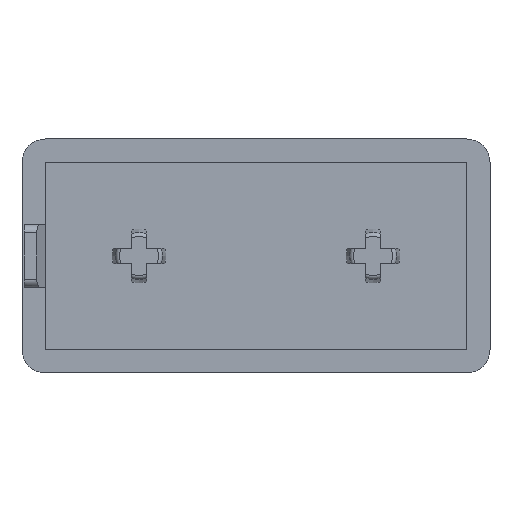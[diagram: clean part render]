
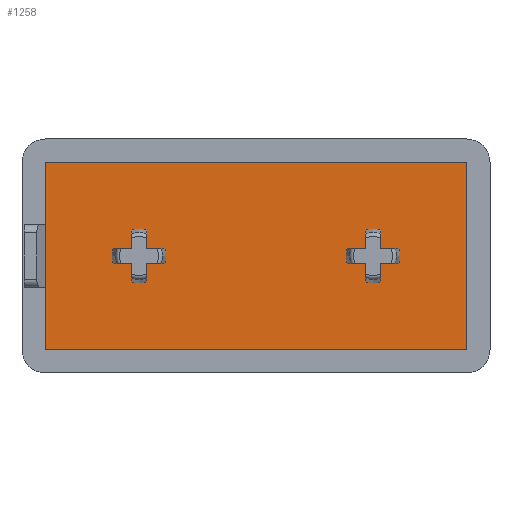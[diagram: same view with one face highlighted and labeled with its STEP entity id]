
A CAD part, front view. The second image highlights one B-rep face of the part: STEP entity #1258.
In plain terms, the highlighted planar face has unit normal (0, -1, 0).
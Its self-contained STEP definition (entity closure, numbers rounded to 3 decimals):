
#78=CIRCLE('',#1314,3.45);
#81=CIRCLE('',#1318,3.45);
#83=CIRCLE('',#1321,3.45);
#99=CIRCLE('',#1350,3.45);
#100=CIRCLE('',#1352,3.45);
#101=CIRCLE('',#1354,3.45);
#114=CIRCLE('',#1388,3.45);
#115=CIRCLE('',#1389,3.45);
#332=ORIENTED_EDGE('',*,*,#519,.F.);
#333=ORIENTED_EDGE('',*,*,#642,.F.);
#334=ORIENTED_EDGE('',*,*,#640,.F.);
#335=ORIENTED_EDGE('',*,*,#638,.F.);
#336=ORIENTED_EDGE('',*,*,#643,.F.);
#337=ORIENTED_EDGE('',*,*,#644,.T.);
#338=ORIENTED_EDGE('',*,*,#645,.T.);
#339=ORIENTED_EDGE('',*,*,#608,.F.);
#340=ORIENTED_EDGE('',*,*,#646,.T.);
#341=ORIENTED_EDGE('',*,*,#647,.T.);
#342=ORIENTED_EDGE('',*,*,#605,.F.);
#343=ORIENTED_EDGE('',*,*,#648,.T.);
#344=ORIENTED_EDGE('',*,*,#649,.T.);
#345=ORIENTED_EDGE('',*,*,#602,.F.);
#346=ORIENTED_EDGE('',*,*,#650,.T.);
#347=ORIENTED_EDGE('',*,*,#651,.T.);
#348=ORIENTED_EDGE('',*,*,#652,.F.);
#349=ORIENTED_EDGE('',*,*,#653,.T.);
#350=ORIENTED_EDGE('',*,*,#654,.T.);
#351=ORIENTED_EDGE('',*,*,#556,.F.);
#352=ORIENTED_EDGE('',*,*,#655,.T.);
#353=ORIENTED_EDGE('',*,*,#656,.T.);
#354=ORIENTED_EDGE('',*,*,#550,.F.);
#355=ORIENTED_EDGE('',*,*,#657,.T.);
#356=ORIENTED_EDGE('',*,*,#658,.T.);
#357=ORIENTED_EDGE('',*,*,#560,.F.);
#358=ORIENTED_EDGE('',*,*,#659,.T.);
#359=ORIENTED_EDGE('',*,*,#660,.T.);
#519=EDGE_CURVE('',#706,#707,#826,.T.);
#550=EDGE_CURVE('',#729,#730,#78,.F.);
#556=EDGE_CURVE('',#735,#736,#81,.F.);
#560=EDGE_CURVE('',#739,#740,#83,.F.);
#602=EDGE_CURVE('',#771,#772,#99,.F.);
#605=EDGE_CURVE('',#773,#774,#100,.F.);
#608=EDGE_CURVE('',#775,#776,#101,.F.);
#638=EDGE_CURVE('',#707,#789,#877,.T.);
#640=EDGE_CURVE('',#789,#790,#879,.T.);
#642=EDGE_CURVE('',#790,#706,#881,.T.);
#643=EDGE_CURVE('',#791,#792,#114,.F.);
#644=EDGE_CURVE('',#791,#793,#882,.T.);
#645=EDGE_CURVE('',#793,#776,#883,.T.);
#646=EDGE_CURVE('',#775,#794,#884,.T.);
#647=EDGE_CURVE('',#794,#774,#885,.T.);
#648=EDGE_CURVE('',#773,#795,#886,.T.);
#649=EDGE_CURVE('',#795,#772,#887,.T.);
#650=EDGE_CURVE('',#771,#796,#888,.T.);
#651=EDGE_CURVE('',#796,#792,#889,.T.);
#652=EDGE_CURVE('',#797,#798,#115,.F.);
#653=EDGE_CURVE('',#797,#799,#890,.T.);
#654=EDGE_CURVE('',#799,#736,#891,.T.);
#655=EDGE_CURVE('',#735,#800,#892,.T.);
#656=EDGE_CURVE('',#800,#730,#893,.T.);
#657=EDGE_CURVE('',#729,#801,#894,.T.);
#658=EDGE_CURVE('',#801,#740,#895,.T.);
#659=EDGE_CURVE('',#739,#802,#896,.T.);
#660=EDGE_CURVE('',#802,#798,#897,.T.);
#706=VERTEX_POINT('',#1783);
#707=VERTEX_POINT('',#1785);
#729=VERTEX_POINT('',#1845);
#730=VERTEX_POINT('',#1846);
#735=VERTEX_POINT('',#1857);
#736=VERTEX_POINT('',#1859);
#739=VERTEX_POINT('',#1866);
#740=VERTEX_POINT('',#1868);
#771=VERTEX_POINT('',#2025);
#772=VERTEX_POINT('',#2027);
#773=VERTEX_POINT('',#2031);
#774=VERTEX_POINT('',#2033);
#775=VERTEX_POINT('',#2037);
#776=VERTEX_POINT('',#2039);
#789=VERTEX_POINT('',#2100);
#790=VERTEX_POINT('',#2104);
#791=VERTEX_POINT('',#2110);
#792=VERTEX_POINT('',#2111);
#793=VERTEX_POINT('',#2113);
#794=VERTEX_POINT('',#2116);
#795=VERTEX_POINT('',#2119);
#796=VERTEX_POINT('',#2122);
#797=VERTEX_POINT('',#2125);
#798=VERTEX_POINT('',#2126);
#799=VERTEX_POINT('',#2128);
#800=VERTEX_POINT('',#2131);
#801=VERTEX_POINT('',#2134);
#802=VERTEX_POINT('',#2137);
#826=LINE('',#1784,#929);
#877=LINE('',#2099,#980);
#879=LINE('',#2103,#982);
#881=LINE('',#2107,#984);
#882=LINE('',#2112,#985);
#883=LINE('',#2114,#986);
#884=LINE('',#2115,#987);
#885=LINE('',#2117,#988);
#886=LINE('',#2118,#989);
#887=LINE('',#2120,#990);
#888=LINE('',#2121,#991);
#889=LINE('',#2123,#992);
#890=LINE('',#2127,#993);
#891=LINE('',#2129,#994);
#892=LINE('',#2130,#995);
#893=LINE('',#2132,#996);
#894=LINE('',#2133,#997);
#895=LINE('',#2135,#998);
#896=LINE('',#2136,#999);
#897=LINE('',#2138,#1000);
#929=VECTOR('',#1429,1000.);
#980=VECTOR('',#1652,1000.);
#982=VECTOR('',#1656,1000.);
#984=VECTOR('',#1660,1000.);
#985=VECTOR('',#1665,1000.);
#986=VECTOR('',#1666,1000.);
#987=VECTOR('',#1667,1000.);
#988=VECTOR('',#1668,1000.);
#989=VECTOR('',#1669,1000.);
#990=VECTOR('',#1670,1000.);
#991=VECTOR('',#1671,1000.);
#992=VECTOR('',#1672,1000.);
#993=VECTOR('',#1675,1000.);
#994=VECTOR('',#1676,1000.);
#995=VECTOR('',#1677,1000.);
#996=VECTOR('',#1678,1000.);
#997=VECTOR('',#1679,1000.);
#998=VECTOR('',#1680,1000.);
#999=VECTOR('',#1681,1000.);
#1000=VECTOR('',#1682,1000.);
#1075=EDGE_LOOP('',(#332,#333,#334,#335));
#1076=EDGE_LOOP('',(#336,#337,#338,#339,#340,#341,#342,#343,#344,#345,#346,
#347));
#1077=EDGE_LOOP('',(#348,#349,#350,#351,#352,#353,#354,#355,#356,#357,#358,
#359));
#1150=FACE_BOUND('',#1075,.T.);
#1151=FACE_BOUND('',#1076,.T.);
#1152=FACE_BOUND('',#1077,.T.);
#1192=PLANE('',#1387);
#1258=ADVANCED_FACE('',(#1150,#1151,#1152),#1192,.F.);
#1314=AXIS2_PLACEMENT_3D('',#1844,#1482,#1483);
#1318=AXIS2_PLACEMENT_3D('',#1858,#1493,#1494);
#1321=AXIS2_PLACEMENT_3D('',#1867,#1501,#1502);
#1350=AXIS2_PLACEMENT_3D('',#2026,#1561,#1562);
#1352=AXIS2_PLACEMENT_3D('',#2032,#1567,#1568);
#1354=AXIS2_PLACEMENT_3D('',#2038,#1573,#1574);
#1387=AXIS2_PLACEMENT_3D('',#2108,#1661,#1662);
#1388=AXIS2_PLACEMENT_3D('',#2109,#1663,#1664);
#1389=AXIS2_PLACEMENT_3D('',#2124,#1673,#1674);
#1429=DIRECTION('',(0.,0.,1.));
#1482=DIRECTION('',(0.,1.,0.));
#1483=DIRECTION('',(0.,0.,1.));
#1493=DIRECTION('',(0.,1.,0.));
#1494=DIRECTION('',(0.,0.,1.));
#1501=DIRECTION('',(0.,1.,0.));
#1502=DIRECTION('',(0.,0.,1.));
#1561=DIRECTION('',(0.,1.,0.));
#1562=DIRECTION('',(0.,0.,1.));
#1567=DIRECTION('',(0.,1.,0.));
#1568=DIRECTION('',(0.,0.,1.));
#1573=DIRECTION('',(0.,1.,0.));
#1574=DIRECTION('',(0.,0.,1.));
#1652=DIRECTION('',(1.,0.,0.));
#1656=DIRECTION('',(0.,0.,-1.));
#1660=DIRECTION('',(-1.,0.,0.));
#1661=DIRECTION('',(0.,1.,0.));
#1662=DIRECTION('',(0.,0.,1.));
#1663=DIRECTION('',(0.,1.,0.));
#1664=DIRECTION('',(0.,0.,1.));
#1665=DIRECTION('',(1.,0.,0.));
#1666=DIRECTION('',(0.,0.,1.));
#1667=DIRECTION('',(0.,0.,-1.));
#1668=DIRECTION('',(1.,0.,0.));
#1669=DIRECTION('',(-1.,0.,0.));
#1670=DIRECTION('',(0.,0.,-1.));
#1671=DIRECTION('',(0.,0.,1.));
#1672=DIRECTION('',(-1.,0.,0.));
#1673=DIRECTION('',(0.,1.,0.));
#1674=DIRECTION('',(0.,0.,1.));
#1675=DIRECTION('',(-1.,0.,0.));
#1676=DIRECTION('',(0.,0.,-1.));
#1677=DIRECTION('',(0.,0.,1.));
#1678=DIRECTION('',(-1.,0.,0.));
#1679=DIRECTION('',(1.,0.,0.));
#1680=DIRECTION('',(0.,0.,1.));
#1681=DIRECTION('',(0.,0.,-1.));
#1682=DIRECTION('',(1.,0.,0.));
#1783=CARTESIAN_POINT('',(-27.,-3.,-12.));
#1784=CARTESIAN_POINT('',(-27.,-3.,-12.));
#1785=CARTESIAN_POINT('',(-27.,-3.,12.));
#1844=CARTESIAN_POINT('',(15.,-3.,0.));
#1845=CARTESIAN_POINT('',(11.698,-3.,1.));
#1846=CARTESIAN_POINT('',(11.698,-3.,-1.));
#1857=CARTESIAN_POINT('',(14.,-3.,-3.302));
#1858=CARTESIAN_POINT('',(15.,-3.,0.));
#1859=CARTESIAN_POINT('',(16.,-3.,-3.302));
#1866=CARTESIAN_POINT('',(16.,-3.,3.302));
#1867=CARTESIAN_POINT('',(15.,-3.,0.));
#1868=CARTESIAN_POINT('',(14.,-3.,3.302));
#2025=CARTESIAN_POINT('',(-16.,-3.,-3.302));
#2026=CARTESIAN_POINT('',(-15.,-3.,0.));
#2027=CARTESIAN_POINT('',(-14.,-3.,-3.302));
#2031=CARTESIAN_POINT('',(-11.698,-3.,-1.));
#2032=CARTESIAN_POINT('',(-15.,-3.,0.));
#2033=CARTESIAN_POINT('',(-11.698,-3.,1.));
#2037=CARTESIAN_POINT('',(-14.,-3.,3.302));
#2038=CARTESIAN_POINT('',(-15.,-3.,0.));
#2039=CARTESIAN_POINT('',(-16.,-3.,3.302));
#2099=CARTESIAN_POINT('',(-27.,-3.,12.));
#2100=CARTESIAN_POINT('',(27.,-3.,12.));
#2103=CARTESIAN_POINT('',(27.,-3.,12.));
#2104=CARTESIAN_POINT('',(27.,-3.,-12.));
#2107=CARTESIAN_POINT('',(27.,-3.,-12.));
#2108=CARTESIAN_POINT('',(0.,-3.,0.));
#2109=CARTESIAN_POINT('',(-15.,-3.,0.));
#2110=CARTESIAN_POINT('',(-18.302,-3.,1.));
#2111=CARTESIAN_POINT('',(-18.302,-3.,-1.));
#2112=CARTESIAN_POINT('',(-18.302,-3.,1.));
#2113=CARTESIAN_POINT('',(-16.,-3.,1.));
#2114=CARTESIAN_POINT('',(-16.,-3.,1.));
#2115=CARTESIAN_POINT('',(-14.,-3.,3.302));
#2116=CARTESIAN_POINT('',(-14.,-3.,1.));
#2117=CARTESIAN_POINT('',(-14.,-3.,1.));
#2118=CARTESIAN_POINT('',(-11.698,-3.,-1.));
#2119=CARTESIAN_POINT('',(-14.,-3.,-1.));
#2120=CARTESIAN_POINT('',(-14.,-3.,-1.));
#2121=CARTESIAN_POINT('',(-16.,-3.,-3.302));
#2122=CARTESIAN_POINT('',(-16.,-3.,-1.));
#2123=CARTESIAN_POINT('',(-16.,-3.,-1.));
#2124=CARTESIAN_POINT('',(15.,-3.,0.));
#2125=CARTESIAN_POINT('',(18.302,-3.,-1.));
#2126=CARTESIAN_POINT('',(18.302,-3.,1.));
#2127=CARTESIAN_POINT('',(18.302,-3.,-1.));
#2128=CARTESIAN_POINT('',(16.,-3.,-1.));
#2129=CARTESIAN_POINT('',(16.,-3.,-1.));
#2130=CARTESIAN_POINT('',(14.,-3.,-3.302));
#2131=CARTESIAN_POINT('',(14.,-3.,-1.));
#2132=CARTESIAN_POINT('',(14.,-3.,-1.));
#2133=CARTESIAN_POINT('',(11.698,-3.,1.));
#2134=CARTESIAN_POINT('',(14.,-3.,1.));
#2135=CARTESIAN_POINT('',(14.,-3.,1.));
#2136=CARTESIAN_POINT('',(16.,-3.,3.302));
#2137=CARTESIAN_POINT('',(16.,-3.,1.));
#2138=CARTESIAN_POINT('',(16.,-3.,1.));
